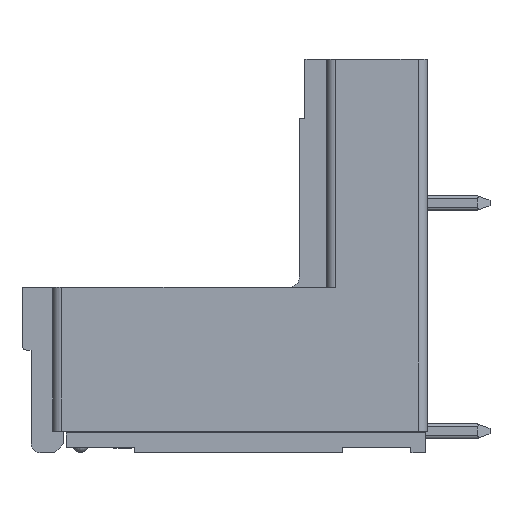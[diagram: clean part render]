
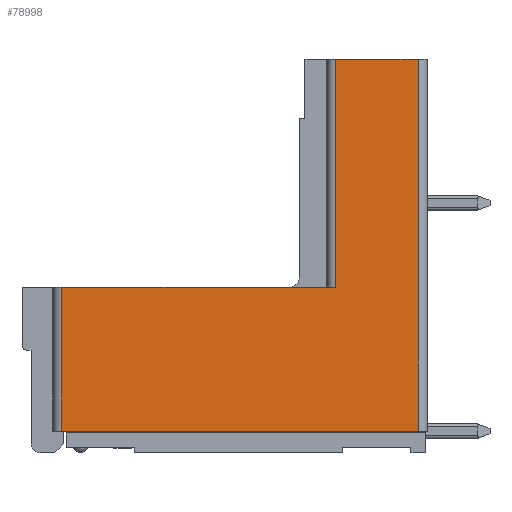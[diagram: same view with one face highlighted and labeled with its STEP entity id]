
A CAD part, left-side view. The second image highlights one B-rep face of the part: STEP entity #78998.
In plain terms, the highlighted planar face has unit normal (-1, 0, 0).
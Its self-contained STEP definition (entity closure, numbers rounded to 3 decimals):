
#74920=CARTESIAN_POINT('',(-26.572,-2.175,0.));
#74921=VERTEX_POINT('',#74920);
#74929=CARTESIAN_POINT('',(-26.572,16.586,0.));
#74930=VERTEX_POINT('',#74929);
#74931=CARTESIAN_POINT('',(-26.572,-2.175,0.));
#74932=DIRECTION('',(0.,1.,0.));
#74933=VECTOR('',#74932,18.761);
#74934=LINE('',#74931,#74933);
#74935=EDGE_CURVE('',#74921,#74930,#74934,.T.);
#75920=CARTESIAN_POINT('',(-26.572,-2.175,19.574));
#75921=VERTEX_POINT('',#75920);
#75922=CARTESIAN_POINT('',(-26.572,-2.175,19.574));
#75923=DIRECTION('',(0.,0.,-1.));
#75924=VECTOR('',#75923,19.574);
#75925=LINE('',#75922,#75924);
#75926=EDGE_CURVE('',#75921,#74921,#75925,.T.);
#78911=CARTESIAN_POINT('',(-26.572,2.175,7.565));
#78912=VERTEX_POINT('',#78911);
#78920=CARTESIAN_POINT('',(-26.572,2.175,19.574));
#78921=VERTEX_POINT('',#78920);
#78922=CARTESIAN_POINT('',(-26.572,2.175,7.565));
#78923=DIRECTION('',(0.,0.,1.));
#78924=VECTOR('',#78923,12.009);
#78925=LINE('',#78922,#78924);
#78926=EDGE_CURVE('',#78912,#78921,#78925,.T.);
#78968=CARTESIAN_POINT('',(-26.572,0.,0.));
#78969=DIRECTION('',(0.,0.,-1.));
#78970=DIRECTION('',(-1.,-0.,-0.));
#78971=AXIS2_PLACEMENT_3D('',#78968,#78970,#78969);
#78972=PLANE('',#78971);
#78973=ORIENTED_EDGE('',*,*,#74935,.F.);
#78974=ORIENTED_EDGE('',*,*,#75926,.F.);
#78975=CARTESIAN_POINT('',(-26.572,-2.175,19.574));
#78976=DIRECTION('',(0.,1.,0.));
#78977=VECTOR('',#78976,4.35);
#78978=LINE('',#78975,#78977);
#78979=EDGE_CURVE('',#75921,#78921,#78978,.T.);
#78980=ORIENTED_EDGE('',*,*,#78979,.T.);
#78981=ORIENTED_EDGE('',*,*,#78926,.F.);
#78982=CARTESIAN_POINT('',(-26.572,16.586,7.565));
#78983=VERTEX_POINT('',#78982);
#78984=CARTESIAN_POINT('',(-26.572,2.175,7.565));
#78985=DIRECTION('',(0.,1.,0.));
#78986=VECTOR('',#78985,14.411);
#78987=LINE('',#78984,#78986);
#78988=EDGE_CURVE('',#78912,#78983,#78987,.T.);
#78989=ORIENTED_EDGE('',*,*,#78988,.T.);
#78990=CARTESIAN_POINT('',(-26.572,16.586,7.565));
#78991=DIRECTION('',(0.,0.,-1.));
#78992=VECTOR('',#78991,7.565);
#78993=LINE('',#78990,#78992);
#78994=EDGE_CURVE('',#78983,#74930,#78993,.T.);
#78995=ORIENTED_EDGE('',*,*,#78994,.T.);
#78996=EDGE_LOOP('',(#78973,#78974,#78980,#78981,#78989,#78995));
#78997=FACE_OUTER_BOUND('',#78996,.T.);
#78998=ADVANCED_FACE('',(#78997),#78972,.T.);
